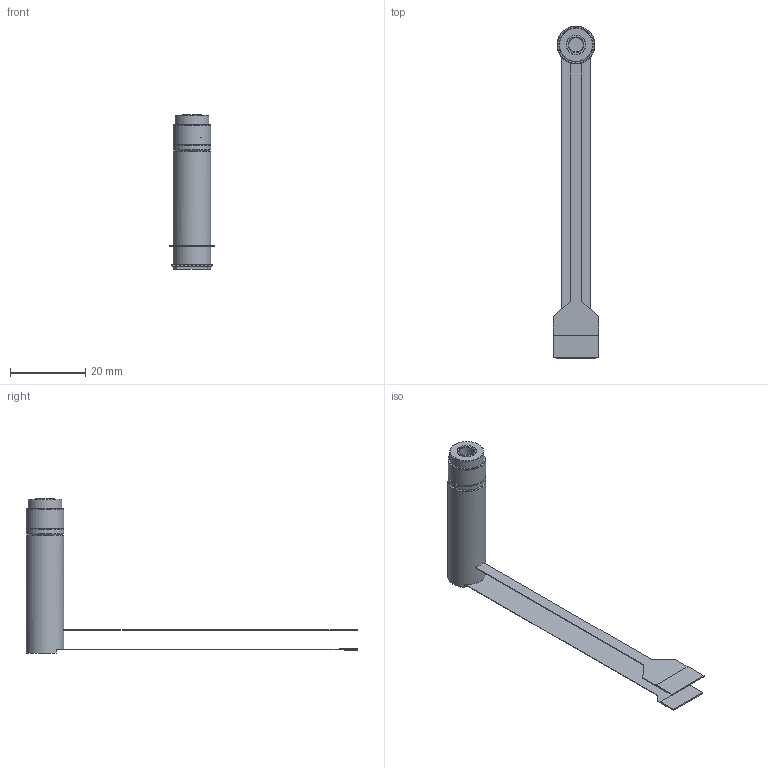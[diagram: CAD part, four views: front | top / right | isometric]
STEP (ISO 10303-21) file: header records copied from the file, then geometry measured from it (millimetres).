
FILE_DESCRIPTION(/* description */ (''),/* implementation_level */ '2;1');
FILE_NAME(/* name */ 'model_product_id173.stp',/* time_stamp */ '2016-07-20T15:16:06+02:00',/* author */ ('SD'),/* organization */ ('Micromotion GmbH Germany'),/* preprocessor_version */ 'ST-DEVELOPER v16.1',/* originating_system */ 'Autodesk Inventor 2016',/* authorisation */ '');
FILE_SCHEMA (('AUTOMOTIVE_DESIGN { 1 0 10303 214 3 1 1 }'));
Length unit declared in the file: millimetre
Products named in the file (1): MHD-10-500-P-M-SPM0114_Shrinkwrap_1
Bounding box: 12 x 88 x 40.9 mm (x, y, z)
Volume: 3275.8 mm3; surface area: 3551.1 mm2
Topology: 1 solids, 1 shells, 147 faces, 383 edges, 251 vertices
Faces by surface type: plane 117, cone 14, cylinder 11, torus 5
Full cylindrical faces by diameter (mm): 3.8 x1, 5 x1, 5.2 x1, 9 x1, 9.1 x1, 10 x3
Entity records: 4585 total; most frequent: CARTESIAN_POINT 868, ORIENTED_EDGE 714, DIRECTION 688, EDGE_CURVE 357, LINE 286, VECTOR 286, VERTEX_POINT 243, AXIS2_PLACEMENT_3D 201
